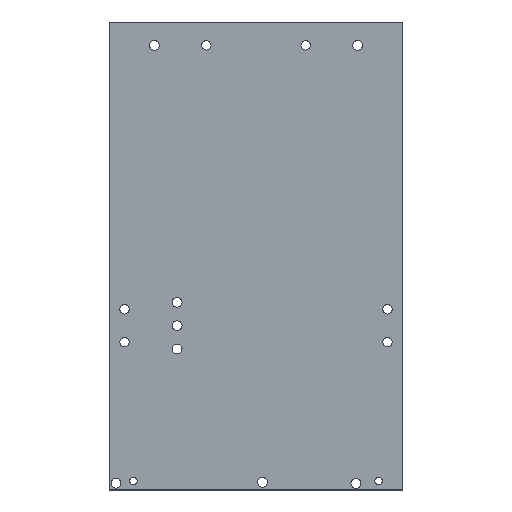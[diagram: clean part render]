
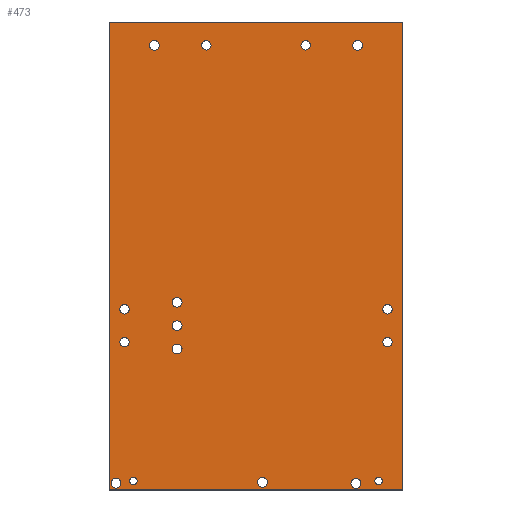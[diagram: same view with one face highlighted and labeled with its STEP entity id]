
A CAD part, top view. The second image highlights one B-rep face of the part: STEP entity #473.
In plain terms, the highlighted planar face has unit normal (0, 0, 1).
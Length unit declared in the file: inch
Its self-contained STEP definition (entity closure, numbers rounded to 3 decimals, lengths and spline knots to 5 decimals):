
#51=FACE_BOUND('',#154,.T.);
#52=FACE_BOUND('',#155,.T.);
#53=FACE_BOUND('',#156,.T.);
#54=FACE_BOUND('',#157,.T.);
#55=FACE_BOUND('',#158,.T.);
#56=FACE_BOUND('',#159,.T.);
#57=FACE_BOUND('',#160,.T.);
#58=FACE_BOUND('',#161,.T.);
#59=FACE_BOUND('',#162,.T.);
#60=FACE_BOUND('',#163,.T.);
#61=FACE_BOUND('',#164,.T.);
#62=FACE_BOUND('',#165,.T.);
#63=FACE_BOUND('',#166,.T.);
#64=FACE_BOUND('',#167,.T.);
#65=FACE_BOUND('',#168,.T.);
#66=FACE_BOUND('',#169,.T.);
#83=CIRCLE('',#512,0.08268);
#84=CIRCLE('',#514,0.08268);
#85=CIRCLE('',#516,0.08268);
#86=CIRCLE('',#518,0.06299);
#87=CIRCLE('',#520,0.06299);
#88=CIRCLE('',#524,0.07874);
#89=CIRCLE('',#526,0.07874);
#90=CIRCLE('',#528,0.08268);
#91=CIRCLE('',#530,0.08268);
#92=CIRCLE('',#532,0.08268);
#93=CIRCLE('',#534,0.08268);
#94=CIRCLE('',#537,0.08268);
#95=CIRCLE('',#539,0.07874);
#96=CIRCLE('',#540,0.07874);
#97=CIRCLE('',#541,0.07874);
#98=CIRCLE('',#542,0.07874);
#115=FACE_OUTER_BOUND('',#153,.T.);
#153=EDGE_LOOP('',(#411,#412,#413,#414));
#154=EDGE_LOOP('',(#415));
#155=EDGE_LOOP('',(#416));
#156=EDGE_LOOP('',(#417));
#157=EDGE_LOOP('',(#418));
#158=EDGE_LOOP('',(#419));
#159=EDGE_LOOP('',(#420));
#160=EDGE_LOOP('',(#421));
#161=EDGE_LOOP('',(#422));
#162=EDGE_LOOP('',(#423));
#163=EDGE_LOOP('',(#424));
#164=EDGE_LOOP('',(#425));
#165=EDGE_LOOP('',(#426));
#166=EDGE_LOOP('',(#427));
#167=EDGE_LOOP('',(#428));
#168=EDGE_LOOP('',(#429));
#169=EDGE_LOOP('',(#430));
#185=LINE('',#758,#213);
#187=LINE('',#762,#215);
#196=LINE('',#791,#224);
#198=LINE('',#797,#226);
#213=VECTOR('',#619,0.3937);
#215=VECTOR('',#623,0.3937);
#224=VECTOR('',#658,0.3937);
#226=VECTOR('',#666,0.3937);
#251=VERTEX_POINT('',#735);
#252=VERTEX_POINT('',#739);
#253=VERTEX_POINT('',#743);
#254=VERTEX_POINT('',#747);
#255=VERTEX_POINT('',#751);
#256=VERTEX_POINT('',#755);
#257=VERTEX_POINT('',#757);
#258=VERTEX_POINT('',#761);
#259=VERTEX_POINT('',#765);
#260=VERTEX_POINT('',#769);
#261=VERTEX_POINT('',#773);
#262=VERTEX_POINT('',#777);
#263=VERTEX_POINT('',#781);
#264=VERTEX_POINT('',#785);
#265=VERTEX_POINT('',#789);
#266=VERTEX_POINT('',#793);
#267=VERTEX_POINT('',#798);
#268=VERTEX_POINT('',#800);
#269=VERTEX_POINT('',#802);
#270=VERTEX_POINT('',#804);
#291=EDGE_CURVE('',#251,#251,#83,.T.);
#293=EDGE_CURVE('',#252,#252,#84,.T.);
#295=EDGE_CURVE('',#253,#253,#85,.T.);
#297=EDGE_CURVE('',#254,#254,#86,.T.);
#299=EDGE_CURVE('',#255,#255,#87,.T.);
#302=EDGE_CURVE('',#257,#256,#185,.T.);
#304=EDGE_CURVE('',#256,#258,#187,.T.);
#306=EDGE_CURVE('',#259,#259,#88,.T.);
#308=EDGE_CURVE('',#260,#260,#89,.T.);
#310=EDGE_CURVE('',#261,#261,#90,.T.);
#312=EDGE_CURVE('',#262,#262,#91,.T.);
#314=EDGE_CURVE('',#263,#263,#92,.T.);
#316=EDGE_CURVE('',#264,#264,#93,.T.);
#319=EDGE_CURVE('',#265,#258,#196,.T.);
#321=EDGE_CURVE('',#266,#266,#94,.T.);
#322=EDGE_CURVE('',#257,#265,#198,.T.);
#323=EDGE_CURVE('',#267,#267,#95,.T.);
#324=EDGE_CURVE('',#268,#268,#96,.T.);
#325=EDGE_CURVE('',#269,#269,#97,.T.);
#326=EDGE_CURVE('',#270,#270,#98,.T.);
#411=ORIENTED_EDGE('',*,*,#322,.F.);
#412=ORIENTED_EDGE('',*,*,#302,.T.);
#413=ORIENTED_EDGE('',*,*,#304,.T.);
#414=ORIENTED_EDGE('',*,*,#319,.F.);
#415=ORIENTED_EDGE('',*,*,#323,.T.);
#416=ORIENTED_EDGE('',*,*,#324,.T.);
#417=ORIENTED_EDGE('',*,*,#325,.T.);
#418=ORIENTED_EDGE('',*,*,#326,.T.);
#419=ORIENTED_EDGE('',*,*,#297,.T.);
#420=ORIENTED_EDGE('',*,*,#299,.T.);
#421=ORIENTED_EDGE('',*,*,#295,.T.);
#422=ORIENTED_EDGE('',*,*,#293,.T.);
#423=ORIENTED_EDGE('',*,*,#291,.T.);
#424=ORIENTED_EDGE('',*,*,#306,.T.);
#425=ORIENTED_EDGE('',*,*,#308,.T.);
#426=ORIENTED_EDGE('',*,*,#310,.T.);
#427=ORIENTED_EDGE('',*,*,#312,.T.);
#428=ORIENTED_EDGE('',*,*,#314,.T.);
#429=ORIENTED_EDGE('',*,*,#316,.T.);
#430=ORIENTED_EDGE('',*,*,#321,.T.);
#455=PLANE('',#538);
#473=ADVANCED_FACE('',(#115,#51,#52,#53,#54,#55,#56,#57,#58,#59,#60,#61,
#62,#63,#64,#65,#66),#455,.T.);
#512=AXIS2_PLACEMENT_3D('',#736,#593,#594);
#514=AXIS2_PLACEMENT_3D('',#740,#598,#599);
#516=AXIS2_PLACEMENT_3D('',#744,#603,#604);
#518=AXIS2_PLACEMENT_3D('',#748,#608,#609);
#520=AXIS2_PLACEMENT_3D('',#752,#613,#614);
#524=AXIS2_PLACEMENT_3D('',#766,#627,#628);
#526=AXIS2_PLACEMENT_3D('',#770,#632,#633);
#528=AXIS2_PLACEMENT_3D('',#774,#637,#638);
#530=AXIS2_PLACEMENT_3D('',#778,#642,#643);
#532=AXIS2_PLACEMENT_3D('',#782,#647,#648);
#534=AXIS2_PLACEMENT_3D('',#786,#652,#653);
#537=AXIS2_PLACEMENT_3D('',#795,#662,#663);
#538=AXIS2_PLACEMENT_3D('',#796,#664,#665);
#539=AXIS2_PLACEMENT_3D('',#799,#667,#668);
#540=AXIS2_PLACEMENT_3D('',#801,#669,#670);
#541=AXIS2_PLACEMENT_3D('',#803,#671,#672);
#542=AXIS2_PLACEMENT_3D('',#805,#673,#674);
#593=DIRECTION('center_axis',(0.,0.,-1.));
#594=DIRECTION('ref_axis',(1.,0.,0.));
#598=DIRECTION('center_axis',(0.,0.,-1.));
#599=DIRECTION('ref_axis',(1.,0.,0.));
#603=DIRECTION('center_axis',(0.,0.,-1.));
#604=DIRECTION('ref_axis',(1.,0.,0.));
#608=DIRECTION('center_axis',(0.,0.,-1.));
#609=DIRECTION('ref_axis',(1.,0.,0.));
#613=DIRECTION('center_axis',(0.,0.,-1.));
#614=DIRECTION('ref_axis',(1.,0.,0.));
#619=DIRECTION('',(-1.,0.,0.));
#623=DIRECTION('',(0.,-1.,0.));
#627=DIRECTION('center_axis',(0.,0.,-1.));
#628=DIRECTION('ref_axis',(1.,0.,0.));
#632=DIRECTION('center_axis',(0.,0.,-1.));
#633=DIRECTION('ref_axis',(1.,0.,0.));
#637=DIRECTION('center_axis',(0.,0.,-1.));
#638=DIRECTION('ref_axis',(1.,0.,0.));
#642=DIRECTION('center_axis',(0.,0.,-1.));
#643=DIRECTION('ref_axis',(1.,0.,0.));
#647=DIRECTION('center_axis',(0.,0.,-1.));
#648=DIRECTION('ref_axis',(1.,0.,0.));
#652=DIRECTION('center_axis',(0.,0.,-1.));
#653=DIRECTION('ref_axis',(1.,0.,0.));
#658=DIRECTION('',(-1.,0.,0.));
#662=DIRECTION('center_axis',(0.,0.,-1.));
#663=DIRECTION('ref_axis',(-1.,0.,0.));
#664=DIRECTION('center_axis',(0.,0.,1.));
#665=DIRECTION('ref_axis',(1.,0.,0.));
#666=DIRECTION('',(0.,-1.,0.));
#667=DIRECTION('center_axis',(0.,0.,-1.));
#668=DIRECTION('ref_axis',(1.,0.,0.));
#669=DIRECTION('center_axis',(0.,0.,-1.));
#670=DIRECTION('ref_axis',(1.,0.,0.));
#671=DIRECTION('center_axis',(0.,0.,-1.));
#672=DIRECTION('ref_axis',(1.,0.,0.));
#673=DIRECTION('center_axis',(0.,0.,-1.));
#674=DIRECTION('ref_axis',(1.,0.,0.));
#735=CARTESIAN_POINT('',(0.2126,0.39551,2.51968));
#736=CARTESIAN_POINT('Origin',(0.29528,0.39551,2.51968));
#739=CARTESIAN_POINT('',(0.2126,0.00181,2.51968));
#740=CARTESIAN_POINT('Origin',(0.29528,0.00181,2.51968));
#743=CARTESIAN_POINT('',(0.2126,-0.39189,2.51968));
#744=CARTESIAN_POINT('Origin',(0.29528,-0.39189,2.51968));
#747=CARTESIAN_POINT('',(3.62795,-2.61417,2.51968));
#748=CARTESIAN_POINT('Origin',(3.69094,-2.61417,2.51968));
#751=CARTESIAN_POINT('',(-0.50591,-2.61417,2.51968));
#752=CARTESIAN_POINT('Origin',(-0.44291,-2.61417,2.51968));
#755=CARTESIAN_POINT('',(-0.83661,5.11811,2.51968));
#757=CARTESIAN_POINT('',(4.08465,5.11811,2.51968));
#758=CARTESIAN_POINT('',(4.08465,5.11811,2.51968));
#761=CARTESIAN_POINT('',(-0.83661,-2.76772,2.51968));
#762=CARTESIAN_POINT('',(-0.83661,3.14665,2.51968));
#765=CARTESIAN_POINT('',(2.38189,4.72441,2.51968));
#766=CARTESIAN_POINT('Origin',(2.46063,4.72441,2.51968));
#769=CARTESIAN_POINT('',(0.70866,4.72441,2.51968));
#770=CARTESIAN_POINT('Origin',(0.7874,4.72441,2.51968));
#773=CARTESIAN_POINT('',(1.64961,-2.6378,2.51968));
#774=CARTESIAN_POINT('Origin',(1.73228,-2.6378,2.51968));
#777=CARTESIAN_POINT('',(3.25394,4.72441,2.51968));
#778=CARTESIAN_POINT('Origin',(3.33661,4.72441,2.51968));
#781=CARTESIAN_POINT('',(3.22441,-2.65748,2.51968));
#782=CARTESIAN_POINT('Origin',(3.30709,-2.65748,2.51968));
#785=CARTESIAN_POINT('',(-0.17126,4.72441,2.51968));
#786=CARTESIAN_POINT('Origin',(-0.08858,4.72441,2.51968));
#789=CARTESIAN_POINT('',(4.08465,-2.76772,2.51968));
#791=CARTESIAN_POINT('',(-0.83661,-2.76772,2.51968));
#793=CARTESIAN_POINT('',(-0.65157,-2.65354,2.51968));
#795=CARTESIAN_POINT('Origin',(-0.73425,-2.65354,2.51968));
#796=CARTESIAN_POINT('Origin',(1.62402,1.1811,2.51968));
#797=CARTESIAN_POINT('',(4.08465,-2.75591,2.51968));
#798=CARTESIAN_POINT('',(-0.66929,-0.27559,2.51968));
#799=CARTESIAN_POINT('Origin',(-0.59055,-0.27559,2.51968));
#800=CARTESIAN_POINT('',(-0.66929,0.27559,2.51968));
#801=CARTESIAN_POINT('Origin',(-0.59055,0.27559,2.51968));
#802=CARTESIAN_POINT('',(3.75984,-0.27559,2.51968));
#803=CARTESIAN_POINT('Origin',(3.83858,-0.27559,2.51968));
#804=CARTESIAN_POINT('',(3.75984,0.27559,2.51968));
#805=CARTESIAN_POINT('Origin',(3.83858,0.27559,2.51968));
